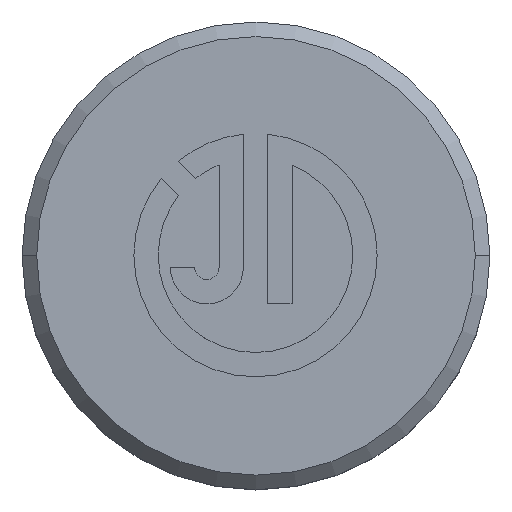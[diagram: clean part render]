
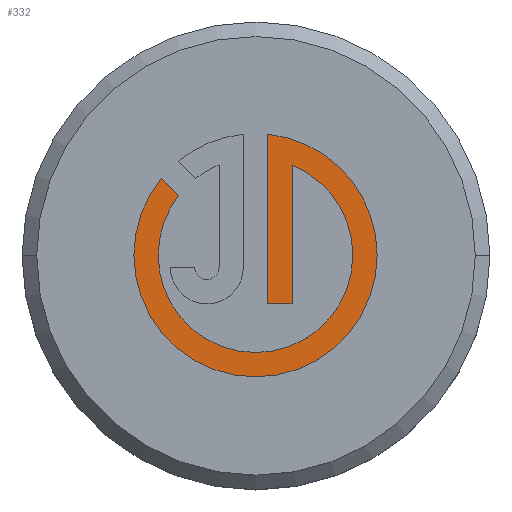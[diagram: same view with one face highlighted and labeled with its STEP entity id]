
A CAD part, top view. The second image highlights one B-rep face of the part: STEP entity #332.
In plain terms, the highlighted planar face has unit normal (0, 0, 1).
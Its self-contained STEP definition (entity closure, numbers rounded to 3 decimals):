
#102 = CIRCLE ( 'NONE', #567, 3.328 ) ;
#127 = CIRCLE ( 'NONE', #2158, 4.16 ) ;
#136 = DIRECTION ( 'NONE',  ( 0., 0., -1. ) ) ;
#206 = CARTESIAN_POINT ( 'NONE',  ( 1.232, 0., 99.9 ) ) ;
#219 = ORIENTED_EDGE ( 'NONE', *, *, #818, .T. ) ;
#240 = AXIS2_PLACEMENT_3D ( 'NONE', #1267, #136, #1456 ) ;
#265 = CARTESIAN_POINT ( 'NONE',  ( -0.016, 0.022, 99.9 ) ) ;
#287 = FACE_OUTER_BOUND ( 'NONE', #383, .T. ) ;
#291 = CARTESIAN_POINT ( 'NONE',  ( 0., -1.642, 99.9 ) ) ;
#308 = LINE ( 'NONE', #479, #2229 ) ;
#323 = VECTOR ( 'NONE', #2270, 1000. ) ;
#332 = ADVANCED_FACE ( 'NONE', ( #287 ), #1829, .T. ) ;
#383 = EDGE_LOOP ( 'NONE', ( #1323, #219, #566, #2216, #707, #2060, #1482, #1713, #1597, #1869 ) ) ;
#396 = VERTEX_POINT ( 'NONE', #550 ) ;
#417 = CARTESIAN_POINT ( 'NONE',  ( 1.232, 3.107, 99.9 ) ) ;
#450 = DIRECTION ( 'NONE',  ( -1., 0., 0. ) ) ;
#479 = CARTESIAN_POINT ( 'NONE',  ( 0.4, 0., 99.9 ) ) ;
#507 = EDGE_CURVE ( 'NONE', #1077, #939, #1809, .T. ) ;
#509 = VERTEX_POINT ( 'NONE', #1893 ) ;
#529 = EDGE_CURVE ( 'NONE', #1223, #2215, #2357, .T. ) ;
#550 = CARTESIAN_POINT ( 'NONE',  ( -2.645, 2.063, 99.9 ) ) ;
#564 = CARTESIAN_POINT ( 'NONE',  ( 3.312, 0.022, 99.9 ) ) ;
#566 = ORIENTED_EDGE ( 'NONE', *, *, #2268, .T. ) ;
#567 = AXIS2_PLACEMENT_3D ( 'NONE', #265, #1568, #450 ) ;
#638 = CARTESIAN_POINT ( 'NONE',  ( -2.645, 2.063, 99.9 ) ) ;
#707 = ORIENTED_EDGE ( 'NONE', *, *, #1990, .T. ) ;
#781 = CIRCLE ( 'NONE', #240, 3.328 ) ;
#800 = CARTESIAN_POINT ( 'NONE',  ( 0.4, 4.161, 99.9 ) ) ;
#818 = EDGE_CURVE ( 'NONE', #1293, #509, #781, .T. ) ;
#878 = DIRECTION ( 'NONE',  ( 0., 0., 1. ) ) ;
#924 = CIRCLE ( 'NONE', #1076, 3.328 ) ;
#939 = VERTEX_POINT ( 'NONE', #800 ) ;
#970 = DIRECTION ( 'NONE',  ( 0., 0., 1. ) ) ;
#978 = DIRECTION ( 'NONE',  ( 0., 0., 1. ) ) ;
#983 = EDGE_CURVE ( 'NONE', #396, #1089, #1863, .T. ) ;
#1007 = DIRECTION ( 'NONE',  ( -0.707, 0.707, 0. ) ) ;
#1029 = VERTEX_POINT ( 'NONE', #1215 ) ;
#1076 = AXIS2_PLACEMENT_3D ( 'NONE', #1112, #2404, #1305 ) ;
#1077 = VERTEX_POINT ( 'NONE', #2341 ) ;
#1089 = VERTEX_POINT ( 'NONE', #1991 ) ;
#1094 = DIRECTION ( 'NONE',  ( 0., 0., 1. ) ) ;
#1112 = CARTESIAN_POINT ( 'NONE',  ( -0.016, 0.022, 99.9 ) ) ;
#1215 = CARTESIAN_POINT ( 'NONE',  ( 0.4, -1.642, 99.9 ) ) ;
#1223 = VERTEX_POINT ( 'NONE', #2031 ) ;
#1267 = CARTESIAN_POINT ( 'NONE',  ( -0.016, 0.022, 99.9 ) ) ;
#1289 = AXIS2_PLACEMENT_3D ( 'NONE', #1989, #878, #2168 ) ;
#1293 = VERTEX_POINT ( 'NONE', #564 ) ;
#1305 = DIRECTION ( 'NONE',  ( -1., 0., 0. ) ) ;
#1313 = CIRCLE ( 'NONE', #1289, 4.16 ) ;
#1323 = ORIENTED_EDGE ( 'NONE', *, *, #1780, .T. ) ;
#1370 = VECTOR ( 'NONE', #1007, 1000. ) ;
#1443 = EDGE_CURVE ( 'NONE', #2048, #1077, #127, .T. ) ;
#1456 = DIRECTION ( 'NONE',  ( -1., 0., 0. ) ) ;
#1477 = AXIS2_PLACEMENT_3D ( 'NONE', #2079, #970, #2262 ) ;
#1482 = ORIENTED_EDGE ( 'NONE', *, *, #507, .T. ) ;
#1558 = EDGE_CURVE ( 'NONE', #1029, #1223, #2300, .T. ) ;
#1568 = DIRECTION ( 'NONE',  ( 0., 0., -1. ) ) ;
#1589 = DIRECTION ( 'NONE',  ( 1., 0., 0. ) ) ;
#1597 = ORIENTED_EDGE ( 'NONE', *, *, #1558, .T. ) ;
#1713 = ORIENTED_EDGE ( 'NONE', *, *, #2364, .T. ) ;
#1780 = EDGE_CURVE ( 'NONE', #2215, #1293, #924, .T. ) ;
#1809 = CIRCLE ( 'NONE', #1477, 4.16 ) ;
#1823 = VECTOR ( 'NONE', #1589, 1000. ) ;
#1829 = PLANE ( 'NONE',  #2136 ) ;
#1863 = LINE ( 'NONE', #638, #1370 ) ;
#1869 = ORIENTED_EDGE ( 'NONE', *, *, #529, .T. ) ;
#1893 = CARTESIAN_POINT ( 'NONE',  ( -3.344, 0.022, 99.9 ) ) ;
#1989 = CARTESIAN_POINT ( 'NONE',  ( -0.016, 0.022, 99.9 ) ) ;
#1990 = EDGE_CURVE ( 'NONE', #1089, #2048, #1313, .T. ) ;
#1991 = CARTESIAN_POINT ( 'NONE',  ( -3.237, 2.655, 99.9 ) ) ;
#2004 = CARTESIAN_POINT ( 'NONE',  ( -4.176, 0.022, 99.9 ) ) ;
#2031 = CARTESIAN_POINT ( 'NONE',  ( 1.232, -1.642, 99.9 ) ) ;
#2048 = VERTEX_POINT ( 'NONE', #2004 ) ;
#2060 = ORIENTED_EDGE ( 'NONE', *, *, #1443, .T. ) ;
#2079 = CARTESIAN_POINT ( 'NONE',  ( -0.016, 0.022, 99.9 ) ) ;
#2090 = CARTESIAN_POINT ( 'NONE',  ( -0.016, 0.022, 99.9 ) ) ;
#2136 = AXIS2_PLACEMENT_3D ( 'NONE', #2371, #1094, #2384 ) ;
#2158 = AXIS2_PLACEMENT_3D ( 'NONE', #2090, #978, #2273 ) ;
#2159 = DIRECTION ( 'NONE',  ( 0., -1., 0. ) ) ;
#2168 = DIRECTION ( 'NONE',  ( 1., 0., 0. ) ) ;
#2215 = VERTEX_POINT ( 'NONE', #417 ) ;
#2216 = ORIENTED_EDGE ( 'NONE', *, *, #983, .T. ) ;
#2229 = VECTOR ( 'NONE', #2159, 1000. ) ;
#2262 = DIRECTION ( 'NONE',  ( 1., 0., 0. ) ) ;
#2268 = EDGE_CURVE ( 'NONE', #509, #396, #102, .T. ) ;
#2270 = DIRECTION ( 'NONE',  ( 0., 1., 0. ) ) ;
#2273 = DIRECTION ( 'NONE',  ( 1., 0., 0. ) ) ;
#2300 = LINE ( 'NONE', #291, #1823 ) ;
#2341 = CARTESIAN_POINT ( 'NONE',  ( 4.144, 0.022, 99.9 ) ) ;
#2357 = LINE ( 'NONE', #206, #323 ) ;
#2364 = EDGE_CURVE ( 'NONE', #939, #1029, #308, .T. ) ;
#2371 = CARTESIAN_POINT ( 'NONE',  ( 0., 0., 99.9 ) ) ;
#2384 = DIRECTION ( 'NONE',  ( 1., 0., 0. ) ) ;
#2404 = DIRECTION ( 'NONE',  ( 0., 0., -1. ) ) ;
